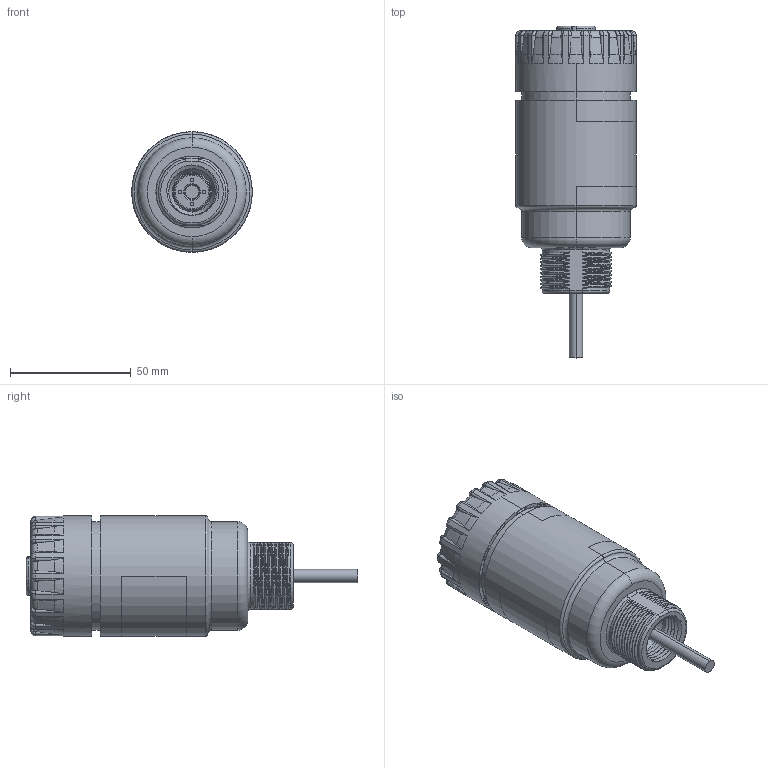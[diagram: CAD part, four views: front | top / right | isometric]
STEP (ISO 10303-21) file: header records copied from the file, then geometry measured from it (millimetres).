
FILE_DESCRIPTION((''),'2;1');
FILE_NAME('145180_SW','2009-02-10T',('banengservice'),('BANNER ENGINEERING'),'PRO/ENGINEER BY PARAMETRIC TECHNOLOGY CORPORATION, 2006170','PRO/ENGINEER BY PARAMETRIC TECHNOLOGY CORPORATION, 2006170','');
FILE_SCHEMA(('CONFIG_CONTROL_DESIGN'));
Products named in the file (1): 145180_SW
Bounding box: 50 x 137.75 x 50 mm (x, y, z)
Volume: 65928.4 mm3; surface area: 60338.4 mm2
Topology: 3 solids, 3 shells, 1104 faces, 2841 edges, 1779 vertices
Faces by surface type: cylinder 395, plane 269, torus 208, bspline 164, cone 68
Entity records: 52770 total; most frequent: CARTESIAN_POINT 26683, ORIENTED_EDGE 5678, DIRECTION 5276, EDGE_CURVE 2839, AXIS2_PLACEMENT_3D 2138, VERTEX_POINT 1779, CIRCLE 1198, EDGE_LOOP 1170
